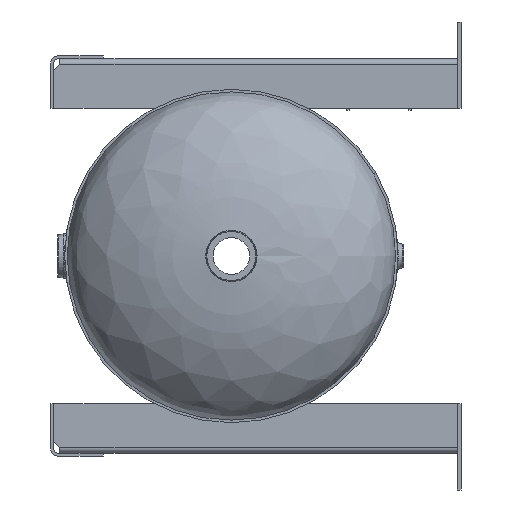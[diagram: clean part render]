
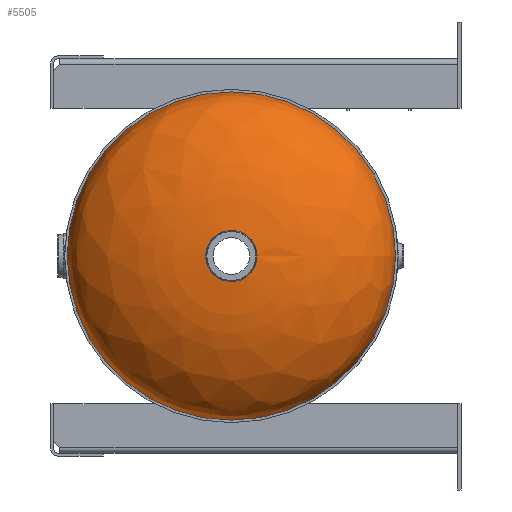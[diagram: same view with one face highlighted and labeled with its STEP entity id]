
A CAD part, left-side view. The second image highlights one B-rep face of the part: STEP entity #5505.
In plain terms, the highlighted free-form (B-spline) face has degree [2, 2] with [3, 9] control points.
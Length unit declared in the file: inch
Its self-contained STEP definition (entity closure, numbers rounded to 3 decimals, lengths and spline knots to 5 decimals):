
#147=ELLIPSE('',#6070,10.,5.062);
#149=(
BOUNDED_SURFACE()
B_SPLINE_SURFACE(2,2,((#9453,#9454,#9455,#9456,#9457,#9458,#9459,#9460,
#9461),(#9462,#9463,#9464,#9465,#9466,#9467,#9468,#9469,#9470),(#9471,#9472,
#9473,#9474,#9475,#9476,#9477,#9478,#9479)),.UNSPECIFIED.,.F.,.T.,.F.)
B_SPLINE_SURFACE_WITH_KNOTS((3,3),(3,2,2,2,3),(-3.14159,-1.5708),
(0.,1.5708,3.14159,4.71239,6.28319),
 .UNSPECIFIED.)
GEOMETRIC_REPRESENTATION_ITEM()
RATIONAL_B_SPLINE_SURFACE(((1.,0.707,1.,0.707,1.,
0.707,1.,0.707,1.),(0.707,0.5,0.707,
0.5,0.707,0.5,0.707,0.5,0.707),(1.,
0.707,1.,0.707,1.,0.707,1.,0.707,
1.)))
REPRESENTATION_ITEM('')
SURFACE()
);
#328=CIRCLE('',#6071,10.);
#329=CIRCLE('',#6072,10.);
#684=FACE_OUTER_BOUND('',#999,.T.);
#999=EDGE_LOOP('',(#3957,#3958,#3959,#3960,#3961));
#2437=B_SPLINE_CURVE_WITH_KNOTS('',3,(#9122,#9123,#9124,#9125,#9126,#9127,
#9128,#9129,#9130,#9131,#9132,#9133,#9134,#9135,#9136,#9137,#9138,#9139,
#9140,#9141,#9142,#9143,#9144,#9145,#9146,#9147,#9148,#9149,#9150,#9151,
#9152,#9153,#9154,#9155,#9156,#9157),.UNSPECIFIED.,.T.,.F.,(4,2,2,2,2,2,
2,2,2,2,2,2,2,2,2,2,2,4),(-21.5096,-20.75469,-19.99978,
-18.66646,-17.33314,-15.99982,-14.6665,
-13.33318,-11.99987,-10.66655,-9.33323,
-7.99991,-6.66659,-5.33327,-3.99996,
-2.66664,-1.33332,0.),.UNSPECIFIED.);
#2547=VERTEX_POINT('',#9120);
#2553=VERTEX_POINT('',#9480);
#2554=VERTEX_POINT('',#9482);
#3100=EDGE_CURVE('',#2547,#2547,#2437,.T.);
#3108=EDGE_CURVE('',#2547,#2553,#147,.T.);
#3109=EDGE_CURVE('',#2554,#2553,#328,.T.);
#3110=EDGE_CURVE('',#2553,#2554,#329,.T.);
#3957=ORIENTED_EDGE('',*,*,#3100,.T.);
#3958=ORIENTED_EDGE('',*,*,#3108,.T.);
#3959=ORIENTED_EDGE('',*,*,#3109,.F.);
#3960=ORIENTED_EDGE('',*,*,#3110,.F.);
#3961=ORIENTED_EDGE('',*,*,#3108,.F.);
#5505=ADVANCED_FACE('',(#684),#149,.T.);
#6070=AXIS2_PLACEMENT_3D('',#9481,#6587,#6588);
#6071=AXIS2_PLACEMENT_3D('',#9483,#6589,#6590);
#6072=AXIS2_PLACEMENT_3D('',#9484,#6591,#6592);
#6587=DIRECTION('center_axis',(0.,-1.,0.));
#6588=DIRECTION('ref_axis',(1.,0.,0.));
#6589=DIRECTION('center_axis',(0.,0.,
-1.));
#6590=DIRECTION('ref_axis',(-1.,0.,0.));
#6591=DIRECTION('center_axis',(0.,0.,
-1.));
#6592=DIRECTION('ref_axis',(-1.,0.,0.));
#9120=CARTESIAN_POINT('',(-1.34375,0.,6.26709));
#9122=CARTESIAN_POINT('Ctrl Pts',(-1.34375,0.,
6.26709));
#9123=CARTESIAN_POINT('Ctrl Pts',(-1.34375,0.09907,
6.26709));
#9124=CARTESIAN_POINT('Ctrl Pts',(-1.33279,0.19784,6.26709));
#9125=CARTESIAN_POINT('Ctrl Pts',(-1.28937,0.39116,6.26709));
#9126=CARTESIAN_POINT('Ctrl Pts',(-1.25703,0.48512,6.26709));
#9127=CARTESIAN_POINT('Ctrl Pts',(-1.13983,0.73284,6.26709));
#9128=CARTESIAN_POINT('Ctrl Pts',(-1.03482,0.87488,6.26709));
#9129=CARTESIAN_POINT('Ctrl Pts',(-0.77627,1.11071,6.26709));
#9130=CARTESIAN_POINT('Ctrl Pts',(-0.6252,1.20225,6.26709));
#9131=CARTESIAN_POINT('Ctrl Pts',(-0.29647,1.32227,6.26709));
#9132=CARTESIAN_POINT('Ctrl Pts',(-0.12195,1.3496,6.26709));
#9133=CARTESIAN_POINT('Ctrl Pts',(0.22773,1.33582,6.26709));
#9134=CARTESIAN_POINT('Ctrl Pts',(0.39955,1.29485,6.26709));
#9135=CARTESIAN_POINT('Ctrl Pts',(0.71782,1.14935,6.26709));
#9136=CARTESIAN_POINT('Ctrl Pts',(0.86123,1.04621,6.26709));
#9137=CARTESIAN_POINT('Ctrl Pts',(1.10043,0.79078,6.26709));
#9138=CARTESIAN_POINT('Ctrl Pts',(1.19394,0.64092,6.26709));
#9139=CARTESIAN_POINT('Ctrl Pts',(1.31826,0.31379,6.26709));
#9140=CARTESIAN_POINT('Ctrl Pts',(1.34788,0.13965,6.26709));
#9141=CARTESIAN_POINT('Ctrl Pts',(1.3387,-0.21018,6.26709));
#9142=CARTESIAN_POINT('Ctrl Pts',(1.29998,-0.38253,6.26709));
#9143=CARTESIAN_POINT('Ctrl Pts',(1.15867,-0.70268,6.26709));
#9144=CARTESIAN_POINT('Ctrl Pts',(1.05743,-0.84743,6.26709));
#9145=CARTESIAN_POINT('Ctrl Pts',(0.80515,-1.08996,6.26709));
#9146=CARTESIAN_POINT('Ctrl Pts',(0.65653,-1.18543,6.26709));
#9147=CARTESIAN_POINT('Ctrl Pts',(0.33106,-1.31403,6.26709));
#9148=CARTESIAN_POINT('Ctrl Pts',(0.15733,-1.34593,6.26709));
#9149=CARTESIAN_POINT('Ctrl Pts',(-0.19259,-1.34134,
6.26709));
#9150=CARTESIAN_POINT('Ctrl Pts',(-0.36543,-1.30489,6.26709));
#9151=CARTESIAN_POINT('Ctrl Pts',(-0.68741,-1.16779,
6.26709));
#9152=CARTESIAN_POINT('Ctrl Pts',(-0.83348,-1.06846,6.26709));
#9153=CARTESIAN_POINT('Ctrl Pts',(-1.0793,-0.81938,6.26709));
#9154=CARTESIAN_POINT('Ctrl Pts',(-1.17671,-0.67203,
6.26709));
#9155=CARTESIAN_POINT('Ctrl Pts',(-1.30957,-0.34828,
6.26709));
#9156=CARTESIAN_POINT('Ctrl Pts',(-1.34375,-0.17498,6.26709));
#9157=CARTESIAN_POINT('Ctrl Pts',(-1.34375,0.,
6.26709));
#9453=CARTESIAN_POINT('Ctrl Pts',(-10.,0.,1.251));
#9454=CARTESIAN_POINT('Ctrl Pts',(-10.,10.,1.251));
#9455=CARTESIAN_POINT('Ctrl Pts',(0.,10.,1.251));
#9456=CARTESIAN_POINT('Ctrl Pts',(10.,10.,1.251));
#9457=CARTESIAN_POINT('Ctrl Pts',(10.,0.,1.251));
#9458=CARTESIAN_POINT('Ctrl Pts',(10.,-10.,1.251));
#9459=CARTESIAN_POINT('Ctrl Pts',(0.,-10.,1.251));
#9460=CARTESIAN_POINT('Ctrl Pts',(-10.,-10.,1.251));
#9461=CARTESIAN_POINT('Ctrl Pts',(-10.,0.,1.251));
#9462=CARTESIAN_POINT('Ctrl Pts',(-10.,0.,
6.313));
#9463=CARTESIAN_POINT('Ctrl Pts',(-10.,10.,6.313));
#9464=CARTESIAN_POINT('Ctrl Pts',(0.,10.,
6.313));
#9465=CARTESIAN_POINT('Ctrl Pts',(10.,10.,6.313));
#9466=CARTESIAN_POINT('Ctrl Pts',(10.,0.,6.313));
#9467=CARTESIAN_POINT('Ctrl Pts',(10.,-10.,6.313));
#9468=CARTESIAN_POINT('Ctrl Pts',(0.,-10.,6.313));
#9469=CARTESIAN_POINT('Ctrl Pts',(-10.,-10.,6.313));
#9470=CARTESIAN_POINT('Ctrl Pts',(-10.,0.,
6.313));
#9471=CARTESIAN_POINT('Ctrl Pts',(0.,0.,
6.313));
#9472=CARTESIAN_POINT('Ctrl Pts',(0.,0.,
6.313));
#9473=CARTESIAN_POINT('Ctrl Pts',(0.,0.,
6.313));
#9474=CARTESIAN_POINT('Ctrl Pts',(0.,0.,
6.313));
#9475=CARTESIAN_POINT('Ctrl Pts',(0.,0.,
6.313));
#9476=CARTESIAN_POINT('Ctrl Pts',(0.,0.,
6.313));
#9477=CARTESIAN_POINT('Ctrl Pts',(0.,0.,
6.313));
#9478=CARTESIAN_POINT('Ctrl Pts',(0.,0.,
6.313));
#9479=CARTESIAN_POINT('Ctrl Pts',(0.,0.,
6.313));
#9480=CARTESIAN_POINT('',(-10.,0.,1.251));
#9481=CARTESIAN_POINT('Origin',(0.,0.,
1.251));
#9482=CARTESIAN_POINT('',(10.,0.,1.251));
#9483=CARTESIAN_POINT('Origin',(0.,0.,
1.251));
#9484=CARTESIAN_POINT('Origin',(0.,0.,
1.251));
